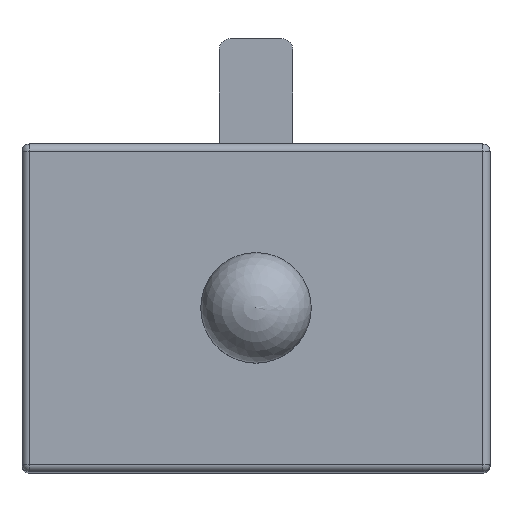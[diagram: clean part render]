
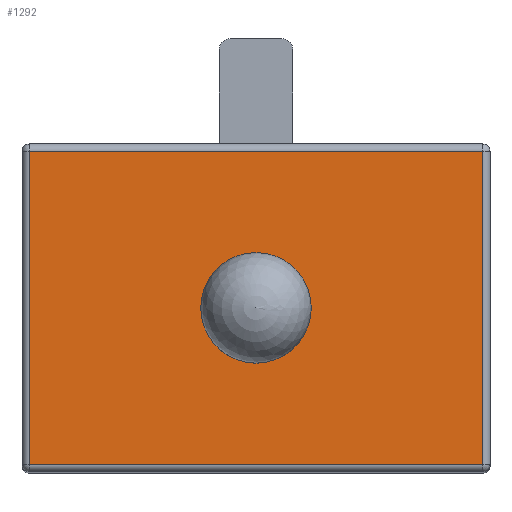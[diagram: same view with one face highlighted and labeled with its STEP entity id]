
A CAD part, top view. The second image highlights one B-rep face of the part: STEP entity #1292.
In plain terms, the highlighted planar face has unit normal (0, 0, 1).
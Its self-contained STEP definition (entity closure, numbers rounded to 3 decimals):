
#32=FACE_BOUND('',#238,.T.);
#85=CIRCLE('',#1405,1.5);
#150=FACE_OUTER_BOUND('',#237,.T.);
#237=EDGE_LOOP('',(#1069,#1070,#1071,#1072));
#238=EDGE_LOOP('',(#1073));
#380=LINE('',#2123,#515);
#381=LINE('',#2125,#516);
#382=LINE('',#2127,#517);
#383=LINE('',#2128,#518);
#515=VECTOR('',#1723,1.);
#516=VECTOR('',#1724,1.);
#517=VECTOR('',#1725,1.);
#518=VECTOR('',#1726,1.);
#636=VERTEX_POINT('',#2121);
#637=VERTEX_POINT('',#2122);
#638=VERTEX_POINT('',#2124);
#639=VERTEX_POINT('',#2126);
#640=VERTEX_POINT('',#2129);
#792=EDGE_CURVE('',#636,#637,#380,.T.);
#793=EDGE_CURVE('',#637,#638,#381,.T.);
#794=EDGE_CURVE('',#638,#639,#382,.T.);
#795=EDGE_CURVE('',#639,#636,#383,.T.);
#796=EDGE_CURVE('',#640,#640,#85,.T.);
#1069=ORIENTED_EDGE('',*,*,#792,.T.);
#1070=ORIENTED_EDGE('',*,*,#793,.T.);
#1071=ORIENTED_EDGE('',*,*,#794,.T.);
#1072=ORIENTED_EDGE('',*,*,#795,.T.);
#1073=ORIENTED_EDGE('',*,*,#796,.F.);
#1226=PLANE('',#1404);
#1292=ADVANCED_FACE('',(#150,#32),#1226,.F.);
#1404=AXIS2_PLACEMENT_3D('',#2120,#1721,#1722);
#1405=AXIS2_PLACEMENT_3D('',#2130,#1727,#1728);
#1721=DIRECTION('center_axis',(0.,0.,-1.));
#1722=DIRECTION('ref_axis',(-1.,0.,0.));
#1723=DIRECTION('',(1.,0.,0.));
#1724=DIRECTION('',(0.,1.,0.));
#1725=DIRECTION('',(-1.,0.,0.));
#1726=DIRECTION('',(0.,-1.,0.));
#1727=DIRECTION('center_axis',(0.,0.,1.));
#1728=DIRECTION('ref_axis',(1.,0.,0.));
#2120=CARTESIAN_POINT('Origin',(0.,4.45,23.2));
#2121=CARTESIAN_POINT('',(0.2,-4.25,23.2));
#2122=CARTESIAN_POINT('',(12.5,-4.25,23.2));
#2123=CARTESIAN_POINT('',(12.7,-4.25,23.2));
#2124=CARTESIAN_POINT('',(12.5,4.25,23.2));
#2125=CARTESIAN_POINT('',(12.5,4.45,23.2));
#2126=CARTESIAN_POINT('',(0.2,4.25,23.2));
#2127=CARTESIAN_POINT('',(0.,4.25,23.2));
#2128=CARTESIAN_POINT('',(0.2,-4.45,23.2));
#2129=CARTESIAN_POINT('',(7.85,0.,23.2));
#2130=CARTESIAN_POINT('Origin',(6.35,0.,23.2));
